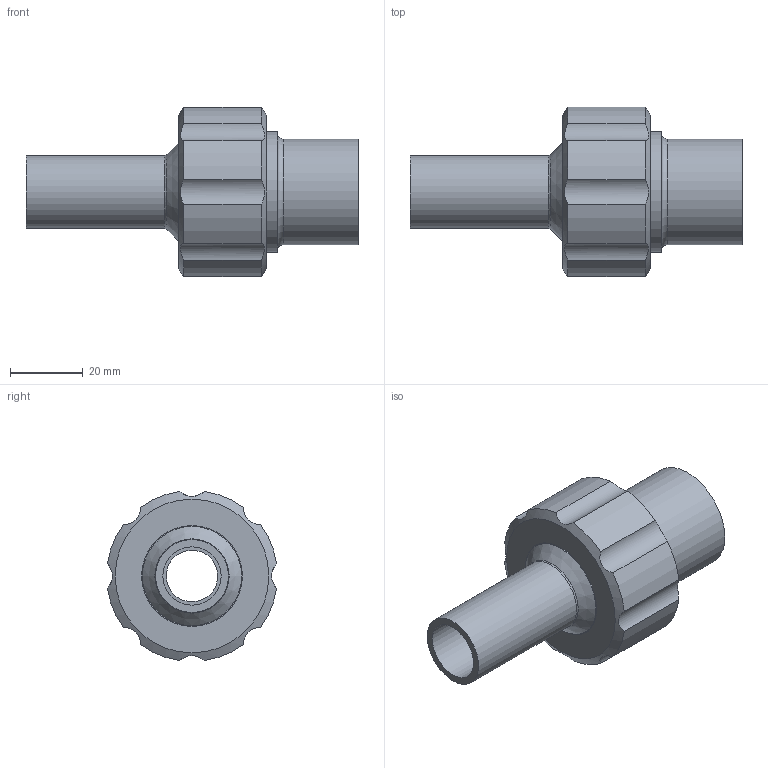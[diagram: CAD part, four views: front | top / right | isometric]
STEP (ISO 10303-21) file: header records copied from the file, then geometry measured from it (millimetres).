
FILE_DESCRIPTION (( 'STEP AP203' ), '1' );
FILE_NAME ('581225005.STEP', '2017-07-28T18:21:14', ( '' ), ( '' ), 'SwSTEP 2.0', 'SolidWorks 2017', '' );
FILE_SCHEMA (( 'CONFIG_CONTROL_DESIGN' ));
Length unit declared in the file: inch
Products named in the file (1): 581225005
Bounding box: 91.24 x 46.52 x 46.52 mm (x, y, z)
Volume: 50261.3 mm3; surface area: 22463.5 mm2
Topology: 3 solids, 3 shells, 47 faces, 102 edges, 67 vertices
Faces by surface type: cylinder 27, plane 12, cone 6, torus 1, bspline 1
Full cylindrical faces by diameter (mm): 14.173 x1, 16 x1, 17.78 x1, 20 x1, 26.416 x1, 27.3 x1, 27.7 x1, 29.007 x1, 29.9 x1, 30.3 x1, 33.249 x1
Entity records: 1576 total; most frequent: CARTESIAN_POINT 555, DIRECTION 202, ORIENTED_EDGE 156, AXIS2_PLACEMENT_3D 93, EDGE_LOOP 78, EDGE_CURVE 78, VERTEX_POINT 62, FACE_OUTER_BOUND 60
